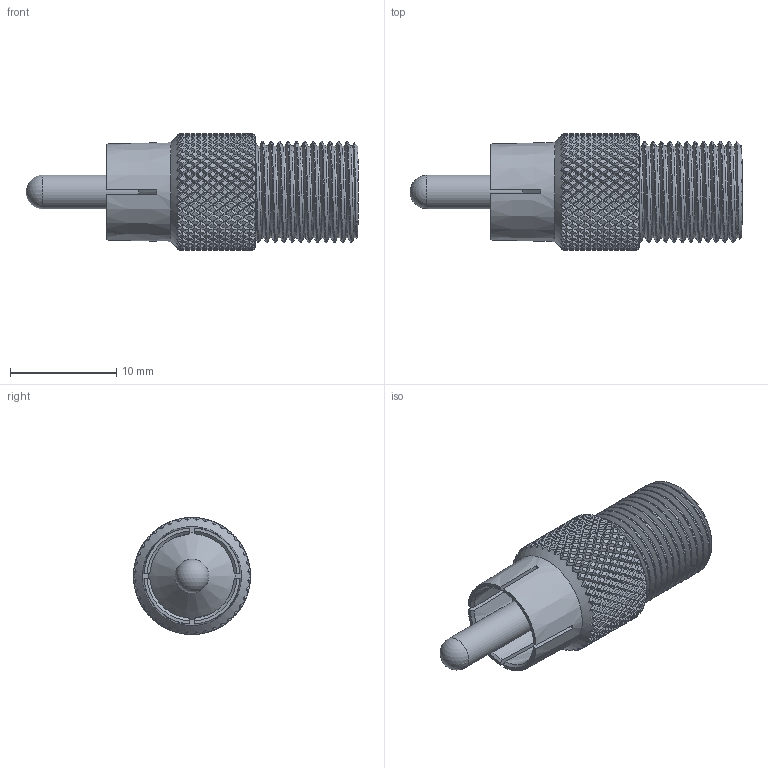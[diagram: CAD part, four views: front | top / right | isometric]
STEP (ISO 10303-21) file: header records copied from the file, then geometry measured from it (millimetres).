
FILE_DESCRIPTION (( 'STEP AP203' ), '1' );
FILE_NAME ('PE9163_3D.step', '2021-08-20T15:33:56', ( '' ), ( '' ), 'SwSTEP 2.0', 'SolidWorks 2021', '' );
FILE_SCHEMA (( 'CONFIG_CONTROL_DESIGN' ));
Length unit declared in the file: inch
Products named in the file (1): PE9163_3D
Bounding box: 31.23 x 11 x 11 mm (x, y, z)
Volume: 1384.6 mm3; surface area: 1699.7 mm2
Topology: 1 solids, 1 shells, 2978 faces, 6111 edges, 3139 vertices
Faces by surface type: bspline 2243, cylinder 565, cone 130, plane 39, sphere 1
Full cylindrical faces by diameter (mm): 1.727 x1, 3.18 x1, 6.096 x2
Entity records: 132807 total; most frequent: CARTESIAN_POINT 95686, ORIENTED_EDGE 12184, EDGE_CURVE 6092, VERTEX_POINT 3132, EDGE_LOOP 2994, FACE_OUTER_BOUND 2982, ADVANCED_FACE 2978, B_SPLINE_CURVE_WITH_KNOTS 2589
